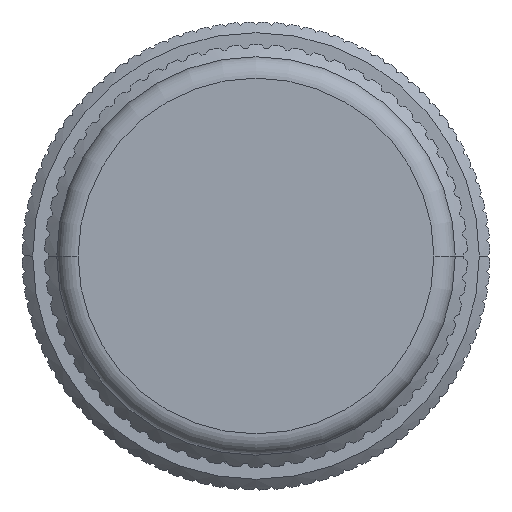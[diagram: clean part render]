
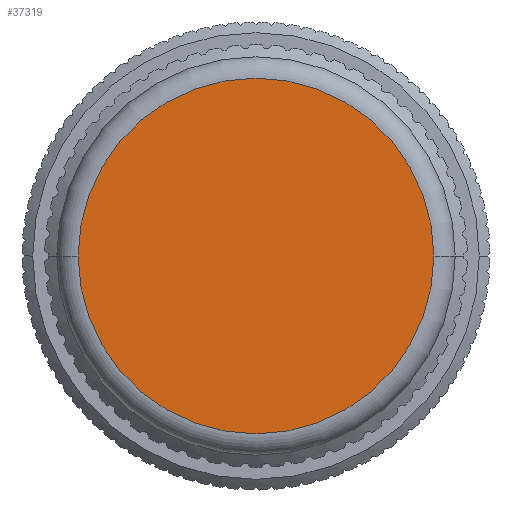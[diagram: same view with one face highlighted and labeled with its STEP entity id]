
A CAD part, left-side view. The second image highlights one B-rep face of the part: STEP entity #37319.
In plain terms, the highlighted planar face has unit normal (-1, 0, 0).
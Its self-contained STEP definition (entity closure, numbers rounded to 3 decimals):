
#3352 = CIRCLE ( 'NONE', #33363, 13.3 ) ;
#4786 = ORIENTED_EDGE ( 'NONE', *, *, #37972, .T. ) ;
#7237 = FACE_OUTER_BOUND ( 'NONE', #7699, .T. ) ;
#7699 = EDGE_LOOP ( 'NONE', ( #4786, #22569 ) ) ;
#10492 = CIRCLE ( 'NONE', #17804, 13.3 ) ;
#14161 = DIRECTION ( 'NONE',  ( 0., -1., 0. ) ) ;
#14607 = PLANE ( 'NONE',  #24895 ) ;
#15470 = DIRECTION ( 'NONE',  ( 0., -1., 0. ) ) ;
#17477 = CARTESIAN_POINT ( 'NONE',  ( -21.37, -13.3, 0. ) ) ;
#17804 = AXIS2_PLACEMENT_3D ( 'NONE', #21659, #32014, #32467 ) ;
#20403 = VERTEX_POINT ( 'NONE', #23370 ) ;
#21659 = CARTESIAN_POINT ( 'NONE',  ( -21.37, 0., 0. ) ) ;
#22569 = ORIENTED_EDGE ( 'NONE', *, *, #39925, .T. ) ;
#23370 = CARTESIAN_POINT ( 'NONE',  ( -21.37, 13.3, 0. ) ) ;
#24890 = CARTESIAN_POINT ( 'NONE',  ( -21.37, 0., 0. ) ) ;
#24895 = AXIS2_PLACEMENT_3D ( 'NONE', #24890, #39210, #14161 ) ;
#32014 = DIRECTION ( 'NONE',  ( -1., 0., 0. ) ) ;
#32467 = DIRECTION ( 'NONE',  ( 0., -1., 0. ) ) ;
#33363 = AXIS2_PLACEMENT_3D ( 'NONE', #36921, #43617, #15470 ) ;
#33779 = VERTEX_POINT ( 'NONE', #17477 ) ;
#36921 = CARTESIAN_POINT ( 'NONE',  ( -21.37, 0., 0. ) ) ;
#37319 = ADVANCED_FACE ( 'NONE', ( #7237 ), #14607, .F. ) ;
#37972 = EDGE_CURVE ( 'NONE', #33779, #20403, #3352, .T. ) ;
#39210 = DIRECTION ( 'NONE',  ( 1., 0., 0. ) ) ;
#39925 = EDGE_CURVE ( 'NONE', #20403, #33779, #10492, .T. ) ;
#43617 = DIRECTION ( 'NONE',  ( -1., 0., 0. ) ) ;
